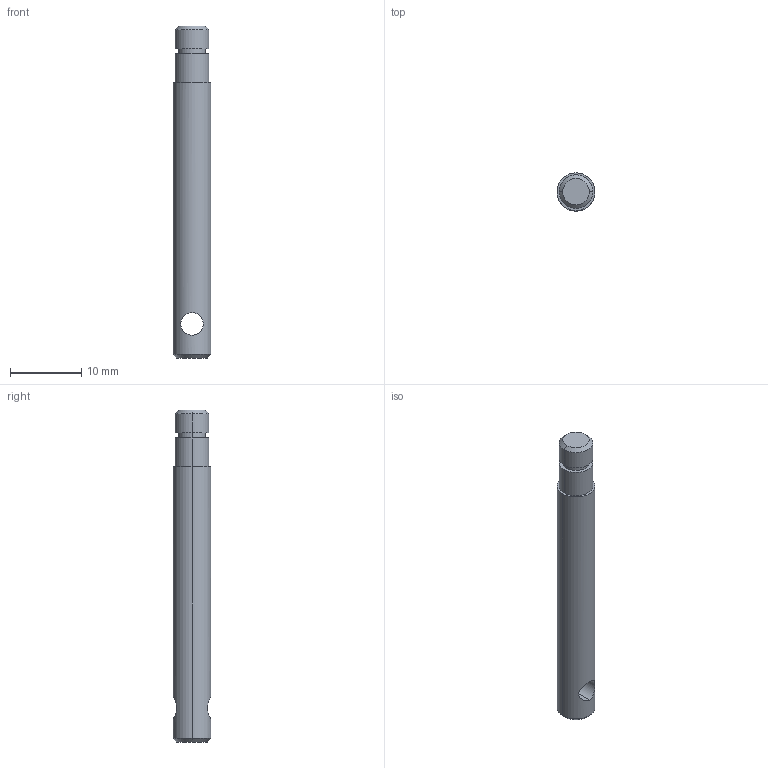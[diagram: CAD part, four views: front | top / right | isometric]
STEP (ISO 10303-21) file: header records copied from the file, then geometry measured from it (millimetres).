
FILE_DESCRIPTION (( 'STEP AP214' ), '1' );
FILE_NAME ('am-0170 Shifter Shaft.STEP', '2014-08-20T20:41:48', ( '' ), ( '' ), 'SwSTEP 2.0', 'SolidWorks 2014', '' );
FILE_SCHEMA (( 'AUTOMOTIVE_DESIGN' ));
Length unit declared in the file: millimetre
Products named in the file (1): am-0170 Shifter Shaft
Bounding box: 5.31 x 5.31 x 46.55 mm (x, y, z)
Volume: 944.8 mm3; surface area: 837.9 mm2
Topology: 1 solids, 1 shells, 19 faces, 38 edges, 24 vertices
Faces by surface type: cylinder 10, plane 5, cone 4
Entity records: 634 total; most frequent: CARTESIAN_POINT 186, DIRECTION 94, ORIENTED_EDGE 76, AXIS2_PLACEMENT_3D 40, EDGE_CURVE 38, EDGE_LOOP 24, VERTEX_POINT 24, CIRCLE 20
